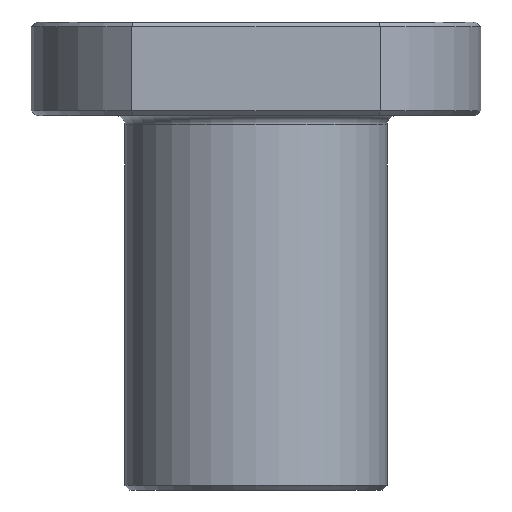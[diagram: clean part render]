
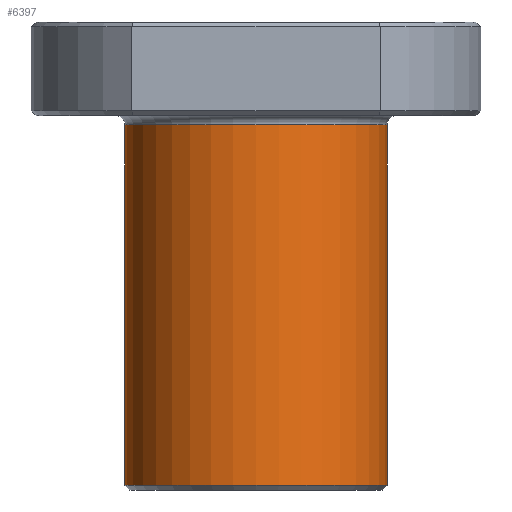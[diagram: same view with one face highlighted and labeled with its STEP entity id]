
A CAD part, front view. The second image highlights one B-rep face of the part: STEP entity #6397.
In plain terms, the highlighted cylindrical face has radius 14 mm (diameter 28 mm), a partial arc.
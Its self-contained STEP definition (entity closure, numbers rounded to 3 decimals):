
#39 = AXIS2_PLACEMENT_3D ( 'NONE', #2957, #1028, #5351 ) ;
#119 = ORIENTED_EDGE ( 'NONE', *, *, #6962, .T. ) ;
#371 = CARTESIAN_POINT ( 'NONE',  ( -14., 0., 25.019 ) ) ;
#460 = CARTESIAN_POINT ( 'NONE',  ( 14., 0., -11. ) ) ;
#758 = VECTOR ( 'NONE', #4283, 1000. ) ;
#885 = VERTEX_POINT ( 'NONE', #4866 ) ;
#1028 = DIRECTION ( 'NONE',  ( 0., 0., 1. ) ) ;
#1123 = CARTESIAN_POINT ( 'NONE',  ( 14., 0., -49.5 ) ) ;
#1359 = AXIS2_PLACEMENT_3D ( 'NONE', #5420, #4082, #2941 ) ;
#1448 = CARTESIAN_POINT ( 'NONE',  ( 0., 0., 25.019 ) ) ;
#1887 = CARTESIAN_POINT ( 'NONE',  ( 14., 0., 25.019 ) ) ;
#1969 = DIRECTION ( 'NONE',  ( 1., 0., 0. ) ) ;
#2062 = CIRCLE ( 'NONE', #39, 14. ) ;
#2358 = CIRCLE ( 'NONE', #1359, 14. ) ;
#2511 = FACE_OUTER_BOUND ( 'NONE', #5445, .T. ) ;
#2652 = VERTEX_POINT ( 'NONE', #7009 ) ;
#2695 = ORIENTED_EDGE ( 'NONE', *, *, #4497, .T. ) ;
#2941 = DIRECTION ( 'NONE',  ( 1., 0., 0. ) ) ;
#2957 = CARTESIAN_POINT ( 'NONE',  ( 0., 0., -49.5 ) ) ;
#3114 = CYLINDRICAL_SURFACE ( 'NONE', #3624, 14. ) ;
#3195 = VECTOR ( 'NONE', #6889, 1000. ) ;
#3624 = AXIS2_PLACEMENT_3D ( 'NONE', #1448, #4365, #1969 ) ;
#3640 = VERTEX_POINT ( 'NONE', #1123 ) ;
#3874 = LINE ( 'NONE', #371, #3195 ) ;
#4003 = EDGE_CURVE ( 'NONE', #2652, #885, #3874, .T. ) ;
#4082 = DIRECTION ( 'NONE',  ( 0., 0., -1. ) ) ;
#4283 = DIRECTION ( 'NONE',  ( 0., 0., 1. ) ) ;
#4365 = DIRECTION ( 'NONE',  ( 0., 0., 1. ) ) ;
#4497 = EDGE_CURVE ( 'NONE', #2652, #3640, #2062, .T. ) ;
#4866 = CARTESIAN_POINT ( 'NONE',  ( -14., 0., -11. ) ) ;
#4870 = ORIENTED_EDGE ( 'NONE', *, *, #4003, .F. ) ;
#5276 = ORIENTED_EDGE ( 'NONE', *, *, #6224, .T. ) ;
#5351 = DIRECTION ( 'NONE',  ( 1., 0., 0. ) ) ;
#5420 = CARTESIAN_POINT ( 'NONE',  ( 0., 0., -11. ) ) ;
#5445 = EDGE_LOOP ( 'NONE', ( #4870, #2695, #119, #5276 ) ) ;
#6224 = EDGE_CURVE ( 'NONE', #7273, #885, #2358, .T. ) ;
#6397 = ADVANCED_FACE ( 'NONE', ( #2511 ), #3114, .T. ) ;
#6889 = DIRECTION ( 'NONE',  ( 0., 0., 1. ) ) ;
#6962 = EDGE_CURVE ( 'NONE', #3640, #7273, #7247, .T. ) ;
#7009 = CARTESIAN_POINT ( 'NONE',  ( -14., 0., -49.5 ) ) ;
#7247 = LINE ( 'NONE', #1887, #758 ) ;
#7273 = VERTEX_POINT ( 'NONE', #460 ) ;
